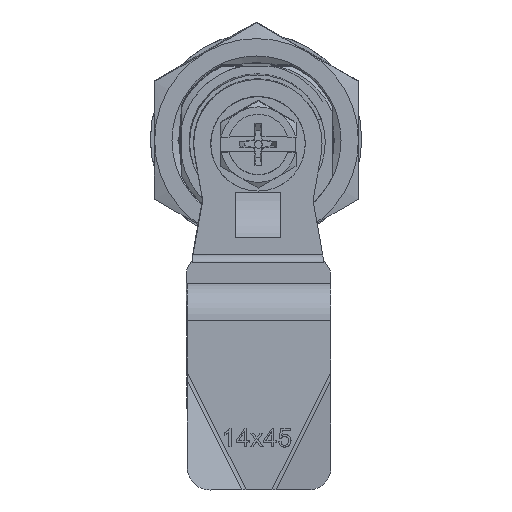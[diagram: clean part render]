
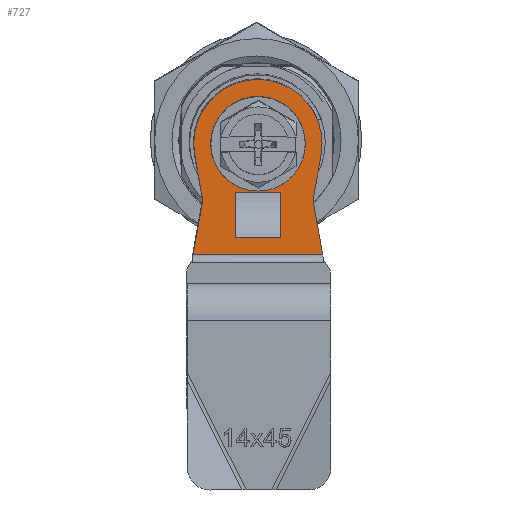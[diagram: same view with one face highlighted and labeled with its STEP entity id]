
A CAD part, top view. The second image highlights one B-rep face of the part: STEP entity #727.
In plain terms, the highlighted planar face has unit normal (0.011, -0.027, 1).
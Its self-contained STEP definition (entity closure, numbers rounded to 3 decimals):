
#727=ADVANCED_FACE('',(#1414,#1415,#1416),#1417,.F.);
#1414=FACE_OUTER_BOUND('',#2637,.T.);
#1415=FACE_BOUND('',#2638,.T.);
#1416=FACE_BOUND('',#2639,.T.);
#1417=PLANE('',#2640);
#2637=EDGE_LOOP('',(#8579,#8580,#8581,#8582,#8583,#8584));
#2638=EDGE_LOOP('',(#8585,#8586,#8587,#8588,#8589,#8590,#8591,#8592));
#2639=EDGE_LOOP('',(#8593,#8594,#8595,#8596));
#2640=AXIS2_PLACEMENT_3D('',#8597,#8598,#8599);
#8579=ORIENTED_EDGE('',*,*,#12149,.F.);
#8580=ORIENTED_EDGE('',*,*,#12140,.F.);
#8581=ORIENTED_EDGE('',*,*,#12060,.F.);
#8582=ORIENTED_EDGE('',*,*,#12038,.F.);
#8583=ORIENTED_EDGE('',*,*,#12186,.F.);
#8584=ORIENTED_EDGE('',*,*,#12064,.F.);
#8585=ORIENTED_EDGE('',*,*,#12152,.F.);
#8586=ORIENTED_EDGE('',*,*,#12217,.T.);
#8587=ORIENTED_EDGE('',*,*,#11970,.F.);
#8588=ORIENTED_EDGE('',*,*,#12009,.T.);
#8589=ORIENTED_EDGE('',*,*,#12114,.F.);
#8590=ORIENTED_EDGE('',*,*,#11892,.T.);
#8591=ORIENTED_EDGE('',*,*,#12112,.F.);
#8592=ORIENTED_EDGE('',*,*,#12142,.T.);
#8593=ORIENTED_EDGE('',*,*,#12124,.F.);
#8594=ORIENTED_EDGE('',*,*,#12048,.T.);
#8595=ORIENTED_EDGE('',*,*,#11976,.T.);
#8596=ORIENTED_EDGE('',*,*,#12220,.F.);
#8597=CARTESIAN_POINT('',(64.137,83.482,-21.412));
#8598=DIRECTION('',(-0.011,0.027,-1.));
#8599=DIRECTION('',(-1.,0.,0.011));
#11892=EDGE_CURVE('',#13410,#13408,#13411,.T.);
#11970=EDGE_CURVE('',#13561,#13562,#13563,.T.);
#11976=EDGE_CURVE('',#13570,#13572,#13574,.T.);
#12009=EDGE_CURVE('',#13561,#13629,#13631,.T.);
#12038=EDGE_CURVE('',#13683,#13681,#13685,.T.);
#12048=EDGE_CURVE('',#13702,#13570,#13703,.T.);
#12060=EDGE_CURVE('',#13681,#13721,#13723,.T.);
#12064=EDGE_CURVE('',#13726,#13728,#13729,.T.);
#12112=EDGE_CURVE('',#13806,#13408,#13808,.T.);
#12114=EDGE_CURVE('',#13410,#13629,#13810,.T.);
#12124=EDGE_CURVE('',#13702,#13825,#13826,.T.);
#12140=EDGE_CURVE('',#13721,#13828,#13848,.T.);
#12142=EDGE_CURVE('',#13806,#13849,#13851,.T.);
#12149=EDGE_CURVE('',#13828,#13726,#13863,.T.);
#12152=EDGE_CURVE('',#13865,#13849,#13867,.T.);
#12186=EDGE_CURVE('',#13728,#13683,#13914,.T.);
#12217=EDGE_CURVE('',#13865,#13562,#13955,.T.);
#12220=EDGE_CURVE('',#13825,#13572,#13959,.T.);
#13408=VERTEX_POINT('',#15930);
#13410=VERTEX_POINT('',#15933);
#13411=CIRCLE('',#15934,1.);
#13561=VERTEX_POINT('',#16179);
#13562=VERTEX_POINT('',#16180);
#13563=LINE('',#16181,#16182);
#13570=VERTEX_POINT('',#16192);
#13572=VERTEX_POINT('',#16194);
#13574=LINE('',#16197,#16198);
#13629=VERTEX_POINT('',#16292);
#13631=CIRCLE('',#16295,1.);
#13681=VERTEX_POINT('',#16374);
#13683=VERTEX_POINT('',#16377);
#13685=CIRCLE('',#16380,8.5);
#13702=VERTEX_POINT('',#16411);
#13703=LINE('',#16412,#16413);
#13721=VERTEX_POINT('',#16444);
#13723=LINE('',#16447,#16448);
#13726=VERTEX_POINT('',#16453);
#13728=VERTEX_POINT('',#16456);
#13729=LINE('',#16457,#16458);
#13806=VERTEX_POINT('',#16608);
#13808=LINE('',#16611,#16612);
#13810=LINE('',#16615,#16616);
#13825=VERTEX_POINT('',#16654);
#13826=LINE('',#16655,#16656);
#13828=VERTEX_POINT('',#16659);
#13848=LINE('',#16694,#16695);
#13849=VERTEX_POINT('',#16696);
#13851=CIRCLE('',#16699,1.);
#13863=LINE('',#16719,#16720);
#13865=VERTEX_POINT('',#16722);
#13867=LINE('',#16725,#16726);
#13914=LINE('',#16825,#16826);
#13955=CIRCLE('',#16918,1.);
#13959=LINE('',#16924,#16925);
#15930=CARTESIAN_POINT('',(60.087,79.933,-21.462));
#15933=CARTESIAN_POINT('',(61.086,78.933,-21.5));
#15934=AXIS2_PLACEMENT_3D('',#24475,#24476,#24477);
#16179=CARTESIAN_POINT('',(68.186,79.934,-21.551));
#16180=CARTESIAN_POINT('',(68.187,86.032,-21.388));
#16181=CARTESIAN_POINT('',(68.186,78.934,-21.578));
#16182=VECTOR('',#24545,1.0);
#16192=CARTESIAN_POINT('',(61.135,70.986,-21.713));
#16194=CARTESIAN_POINT('',(61.136,76.984,-21.553));
#16197=CARTESIAN_POINT('',(61.135,70.986,-21.713));
#16198=VECTOR('',#24553,1.0);
#16292=CARTESIAN_POINT('',(67.186,78.934,-21.567));
#16295=AXIS2_PLACEMENT_3D('',#24582,#24583,#24584);
#16374=CARTESIAN_POINT('',(72.505,81.996,-21.543));
#16377=CARTESIAN_POINT('',(55.768,81.994,-21.36));
#16380=AXIS2_PLACEMENT_3D('',#24617,#24618,#24619);
#16411=CARTESIAN_POINT('',(67.135,70.987,-21.779));
#16412=CARTESIAN_POINT('',(67.135,70.987,-21.779));
#16413=VECTOR('',#24624,1.0);
#16444=CARTESIAN_POINT('',(71.435,75.986,-21.692));
#16447=CARTESIAN_POINT('',(72.505,81.996,-21.543));
#16448=VECTOR('',#24634,1.0);
#16453=CARTESIAN_POINT('',(55.55,68.753,-21.712));
#16456=CARTESIAN_POINT('',(56.836,75.984,-21.532));
#16457=CARTESIAN_POINT('',(53.133,55.177,-22.048));
#16458=VECTOR('',#24638,1.0);
#16608=CARTESIAN_POINT('',(60.088,86.03,-21.299));
#16611=CARTESIAN_POINT('',(60.088,87.03,-21.272));
#16612=VECTOR('',#24666,1.0);
#16615=CARTESIAN_POINT('',(60.087,78.933,-21.489));
#16616=VECTOR('',#24668,1.0);
#16654=CARTESIAN_POINT('',(67.136,76.985,-21.618));
#16655=CARTESIAN_POINT('',(67.135,70.987,-21.779));
#16656=VECTOR('',#24670,1.0);
#16659=CARTESIAN_POINT('',(72.72,68.756,-21.9));
#16694=CARTESIAN_POINT('',(71.435,75.986,-21.692));
#16695=VECTOR('',#24687,1.0);
#16696=CARTESIAN_POINT('',(61.088,87.03,-21.283));
#16699=AXIS2_PLACEMENT_3D('',#24689,#24690,#24691);
#16719=CARTESIAN_POINT('',(64.135,68.755,-21.806));
#16720=VECTOR('',#24696,1.0);
#16722=CARTESIAN_POINT('',(67.187,87.031,-21.35));
#16725=CARTESIAN_POINT('',(68.187,87.031,-21.361));
#16726=VECTOR('',#24701,1.0);
#16825=CARTESIAN_POINT('',(56.836,75.984,-21.532));
#16826=VECTOR('',#24723,1.0);
#16918=AXIS2_PLACEMENT_3D('',#24733,#24734,#24735);
#16924=CARTESIAN_POINT('',(67.136,76.985,-21.618));
#16925=VECTOR('',#24738,1.0);
#24475=CARTESIAN_POINT('',(61.087,79.933,-21.473));
#24476=DIRECTION('',(-0.011,0.027,-1.));
#24477=DIRECTION('',(0.,1.,0.027));
#24545=DIRECTION('',(0.,1.,0.027));
#24553=DIRECTION('',(0.,1.,0.027));
#24582=CARTESIAN_POINT('',(67.186,79.934,-21.54));
#24583=DIRECTION('',(-0.011,0.027,-1.));
#24584=DIRECTION('',(0.,1.,0.027));
#24617=CARTESIAN_POINT('',(64.137,83.482,-21.412));
#24618=DIRECTION('',(-0.011,0.027,-1.));
#24619=DIRECTION('',(0.,-1.,-0.027));
#24624=DIRECTION('',(-1.,0.,0.011));
#24634=DIRECTION('',(-0.175,-0.984,-0.024));
#24638=DIRECTION('',(0.175,0.984,0.024));
#24666=DIRECTION('',(0.,-1.,-0.027));
#24668=DIRECTION('',(1.,0.,-0.011));
#24670=DIRECTION('',(0.,1.,0.027));
#24687=DIRECTION('',(0.175,-0.984,-0.028));
#24689=CARTESIAN_POINT('',(61.087,86.031,-21.31));
#24690=DIRECTION('',(-0.011,0.027,-1.));
#24691=DIRECTION('',(0.,1.,0.027));
#24696=DIRECTION('',(-1.,0.,0.011));
#24701=DIRECTION('',(-1.,0.,0.011));
#24723=DIRECTION('',(-0.175,0.984,0.028));
#24733=CARTESIAN_POINT('',(67.187,86.032,-21.377));
#24734=DIRECTION('',(-0.011,0.027,-1.));
#24735=DIRECTION('',(0.,1.,0.027));
#24738=DIRECTION('',(-1.,0.,0.011));
